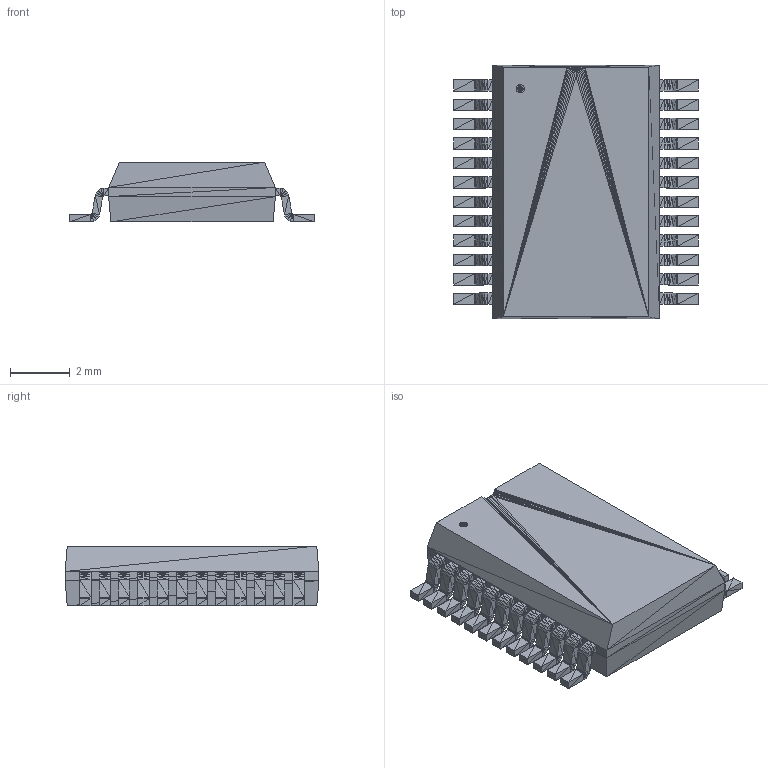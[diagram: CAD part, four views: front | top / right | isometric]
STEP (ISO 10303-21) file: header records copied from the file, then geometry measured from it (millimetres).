
FILE_DESCRIPTION(('STEP AP214'),'1');
FILE_NAME('DB24-M','2016-07-10T17:00:12',(''),(''),'','','');
FILE_SCHEMA(('AUTOMOTIVE_DESIGN'));
Length unit declared in the file: millimetre
Products named in the file (1): product
Bounding box: 8.2 x 8.51 x 2.01 mm (x, y, z)
Surface area: 207.1 mm2 (no closed solid volume)
Topology: 0 solids, 2341 shells, 2341 faces, 7023 edges, 7023 vertices
Faces by surface type: plane 2341
Entity records: 77312 total; most frequent: CARTESIAN_POINT 16388, DIRECTION 11707, ORIENTED_EDGE 7023, EDGE_CURVE 7023, VERTEX_POINT 7023, LINE 7023, VECTOR 7023, AXIS2_PLACEMENT_3D 2342
